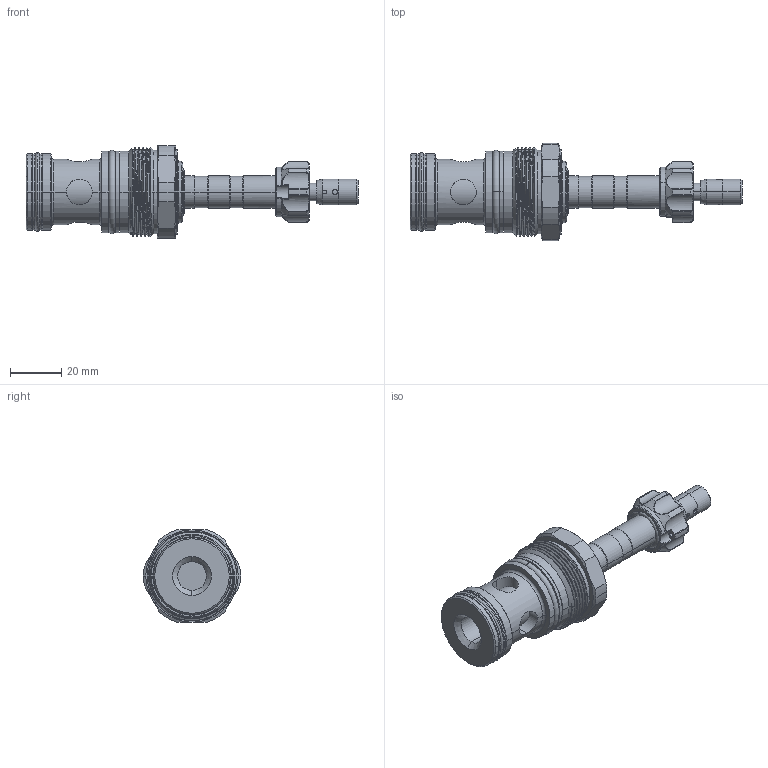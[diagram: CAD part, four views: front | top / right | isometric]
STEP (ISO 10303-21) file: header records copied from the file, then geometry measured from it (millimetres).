
FILE_DESCRIPTION (( 'STEP AP203' ), '1' );
FILE_NAME ('EP35MV2A06T05.STEP', '2020-04-16T02:30:01', ( '' ), ( '' ), 'SwSTEP 2.0', 'SolidWorks 2018', '' );
FILE_SCHEMA (( 'CONFIG_CONTROL_DESIGN' ));
Length unit declared in the file: millimetre
Products named in the file (1): EP35MV2A06T05
Bounding box: 129.4 x 37.9 x 36 mm (x, y, z)
Volume: 51775.1 mm3; surface area: 16522.8 mm2
Topology: 4 solids, 4 shells, 327 faces, 756 edges, 462 vertices
Faces by surface type: cylinder 151, cone 57, torus 43, plane 39, bspline 37
Entity records: 13827 total; most frequent: CARTESIAN_POINT 6609, ORIENTED_EDGE 1508, DIRECTION 1489, EDGE_CURVE 754, AXIS2_PLACEMENT_3D 645, VERTEX_POINT 462, EDGE_LOOP 362, CIRCLE 354
